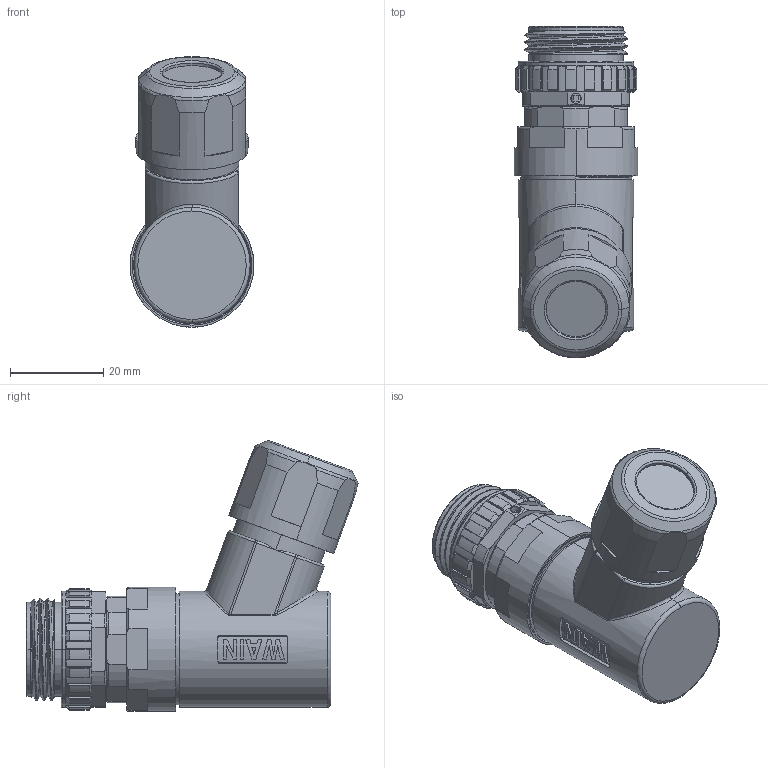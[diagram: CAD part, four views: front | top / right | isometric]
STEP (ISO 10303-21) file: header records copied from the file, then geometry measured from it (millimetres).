
FILE_DESCRIPTION((''),'2;1');
FILE_NAME('7_8-M05-S-DX_SW0001','2020-09-25T',('tc.chen'),(''),'PRO/ENGINEER BY PARAMETRIC TECHNOLOGY CORPORATION, 2012480','PRO/ENGINEER BY PARAMETRIC TECHNOLOGY CORPORATION, 2012480','');
FILE_SCHEMA(('AUTOMOTIVE_DESIGN { 1 0 10303 214 1 1 1 1 }'));
Length unit declared in the file: millimetre
Products named in the file (1): 7_8-M05-S-DX_SW0001
Bounding box: 26.5 x 71.07 x 57.9 mm (x, y, z)
Volume: 41714.7 mm3; surface area: 12463.5 mm2
Topology: 1 solids, 1 shells, 617 faces, 1624 edges, 1048 vertices
Faces by surface type: cylinder 248, plane 222, bspline 77, torus 44, cone 26
Entity records: 33546 total; most frequent: CARTESIAN_POINT 18136, ORIENTED_EDGE 3248, DIRECTION 2735, EDGE_CURVE 1624, AXIS2_PLACEMENT_3D 1048, VERTEX_POINT 1048, EDGE_LOOP 664, VECTOR 639
